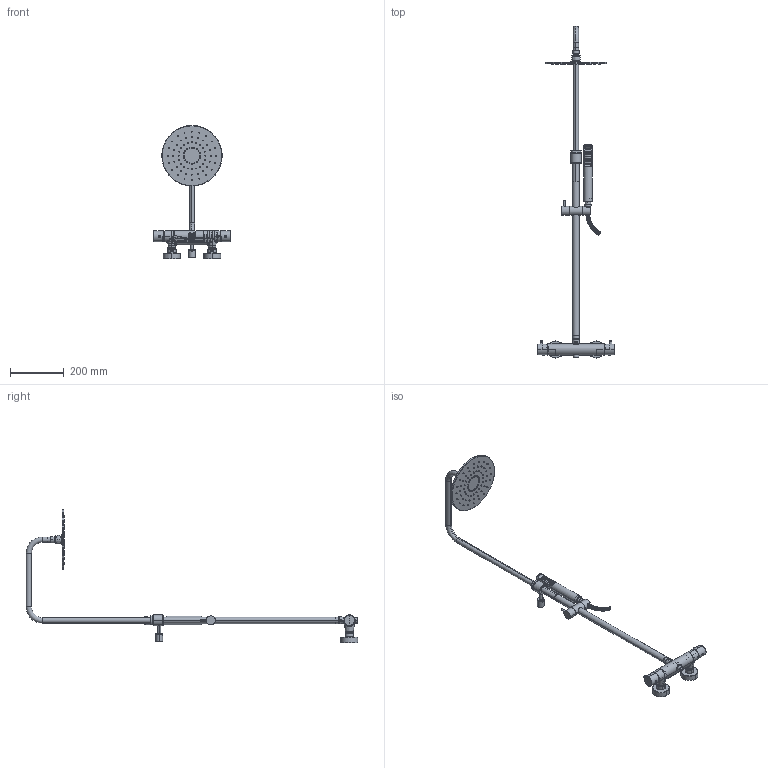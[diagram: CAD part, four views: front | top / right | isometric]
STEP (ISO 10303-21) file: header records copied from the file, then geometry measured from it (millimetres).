
FILE_DESCRIPTION((''),'2;1');
FILE_NAME('ZCOL638LIQCR','2021-04-14T13:39:16',('ut3'),('PAFFONI SpA'),'CREO PARAMETRIC BY PTC INC, 2020044','CREO PARAMETRIC BY PTC INC, 2020044','');
FILE_SCHEMA(('CONFIG_CONTROL_DESIGN','SHAPE_APPEARANCE_LAYERS_GROUPS'));
Products named in the file (1): ZCOL638LIQCR
Bounding box: 287.73 x 1235.1 x 495 mm (x, y, z)
Volume: 842964.8 mm3; surface area: 542983.8 mm2
Topology: 13 solids, 13 shells, 2832 faces, 6972 edges, 4387 vertices
Faces by surface type: cylinder 1430, plane 704, cone 331, bspline 196, torus 123, sphere 48
Entity records: 159751 total; most frequent: CARTESIAN_POINT 70821, DIRECTION 14929, ORIENTED_EDGE 13900, EDGE_CURVE 6950, AXIS2_PLACEMENT_3D 6223, VERTEX_POINT 4386, EDGE_LOOP 3798, CIRCLE 3587
